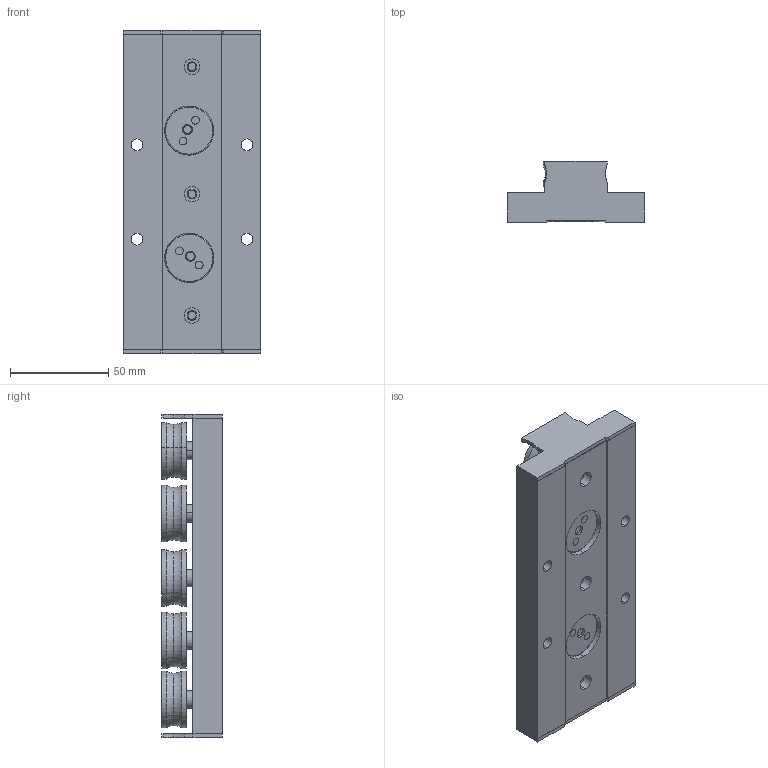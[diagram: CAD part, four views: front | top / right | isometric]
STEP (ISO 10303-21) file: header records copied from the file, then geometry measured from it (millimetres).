
FILE_DESCRIPTION (( 'STEP AP214' ), '1' );
FILE_NAME ('B665 Ðåëüñîâàÿ êàðåòêà SGB 25-5.STEP', '2025-06-18T07:32:04', ( '' ), ( '' ), 'SwSTEP 2.0', 'SolidWorks 2025', '' );
FILE_SCHEMA (( 'AUTOMOTIVE_DESIGN' ));
Length unit declared in the file: millimetre
Products named in the file (7): B665 Каретка_00; B665 Дистанционная втулка_00; B665 Рельсовая каретка SGB 25-5; B665 Деталь для настройки смещения оси_00; B665 Винт_00; B665 Ролик_00; B665 Заслонка_00
Assembly tree (20 placements, depth 2):
  B665 Рельсовая каретка SGB 25-5
    B665 Каретка_00
    B665 Заслонка_00  x2
    B665 Деталь для настройки смещения оси_00  x2
    B665 Дистанционная втулка_00  x5
    B665 Ролик_00  x5
    B665 Винт_00  x5
Bounding box: 70 x 31 x 164.5 mm (x, y, z)
Volume: 205414.1 mm3; surface area: 61842.7 mm2
Topology: 24 solids, 24 shells, 330 faces, 718 edges, 456 vertices
Faces by surface type: cylinder 138, plane 134, torus 48, cone 10
Entity records: 3815 total; most frequent: DIRECTION 661, CARTESIAN_POINT 569, ORIENTED_EDGE 526, EDGE_CURVE 263, AXIS2_PLACEMENT_3D 262, VERTEX_POINT 170, EDGE_LOOP 145, VECTOR 137
